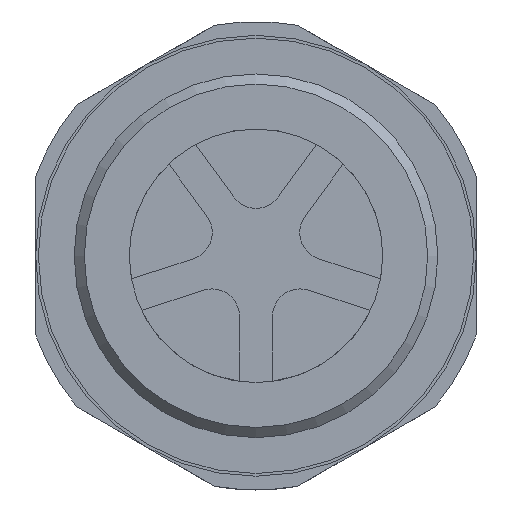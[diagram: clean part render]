
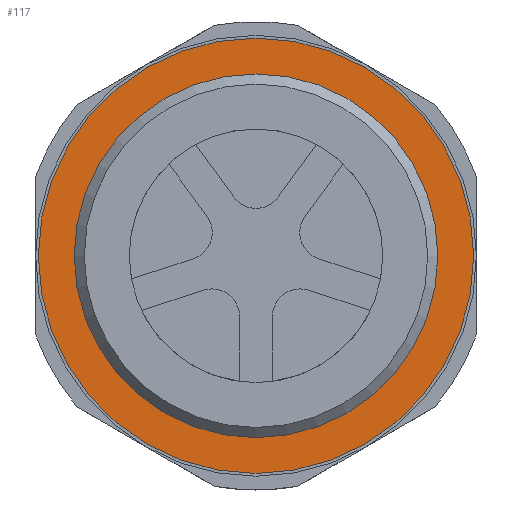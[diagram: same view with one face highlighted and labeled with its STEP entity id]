
A CAD part, front view. The second image highlights one B-rep face of the part: STEP entity #117.
In plain terms, the highlighted planar face has unit normal (0, -1, 0).
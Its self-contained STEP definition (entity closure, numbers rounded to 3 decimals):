
#117 = ADVANCED_FACE( '', ( #268, #269 ), #270, .F. );
#268 = FACE_BOUND( '', #455, .T. );
#269 = FACE_OUTER_BOUND( '', #456, .T. );
#270 = PLANE( '', #457 );
#455 = EDGE_LOOP( '', ( #739 ) );
#456 = EDGE_LOOP( '', ( #740 ) );
#457 = AXIS2_PLACEMENT_3D( '', #741, #742, #743 );
#739 = ORIENTED_EDGE( '', *, *, #1126, .F. );
#740 = ORIENTED_EDGE( '', *, *, #1110, .T. );
#741 = CARTESIAN_POINT( '', ( 19.75, 8.5, 0. ) );
#742 = DIRECTION( '', ( 0., 1., 0. ) );
#743 = DIRECTION( '', ( 0., 0., 1. ) );
#1110 = EDGE_CURVE( '', #1334, #1334, #1335, .T. );
#1126 = EDGE_CURVE( '', #1358, #1358, #1359, .T. );
#1334 = VERTEX_POINT( '', #1646 );
#1335 = CIRCLE( '', #1647, 19.75 );
#1358 = VERTEX_POINT( '', #1675 );
#1359 = CIRCLE( '', #1676, 16.5 );
#1646 = CARTESIAN_POINT( '', ( 0., 8.5, -19.75 ) );
#1647 = AXIS2_PLACEMENT_3D( '', #1976, #1977, #1978 );
#1675 = CARTESIAN_POINT( '', ( 0., 8.5, -16.5 ) );
#1676 = AXIS2_PLACEMENT_3D( '', #1999, #2000, #2001 );
#1976 = CARTESIAN_POINT( '', ( 0., 8.5, 0. ) );
#1977 = DIRECTION( '', ( 0., -1., 0. ) );
#1978 = DIRECTION( '', ( 0., 0., -1. ) );
#1999 = CARTESIAN_POINT( '', ( 0., 8.5, 0. ) );
#2000 = DIRECTION( '', ( 0., -1., 0. ) );
#2001 = DIRECTION( '', ( 0., 0., -1. ) );
